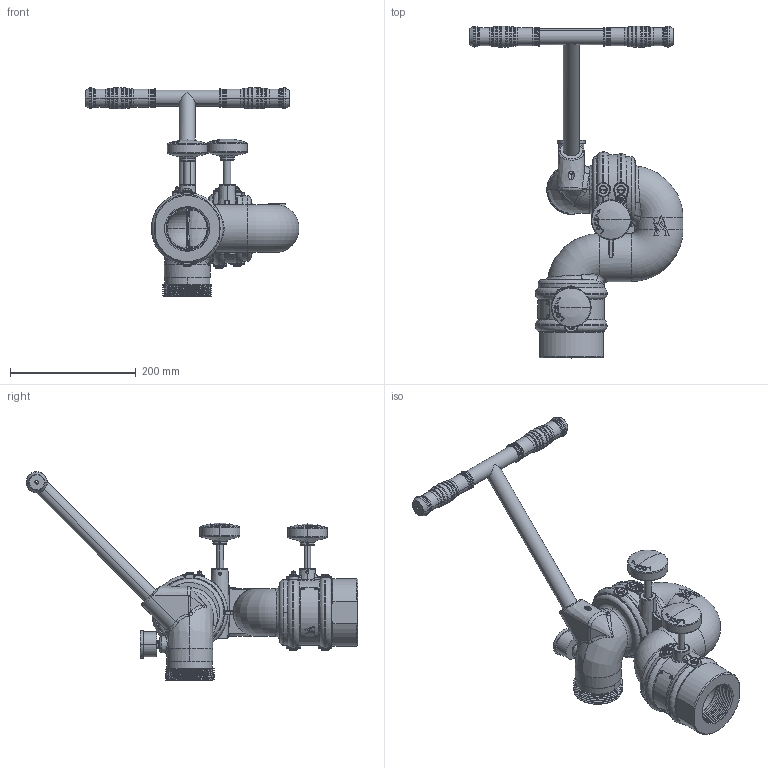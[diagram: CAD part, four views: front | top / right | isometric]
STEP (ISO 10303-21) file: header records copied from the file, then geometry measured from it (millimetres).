
FILE_DESCRIPTION((''),'2;1');
FILE_NAME('34300013_SW0001','2013-05-20T',('jdetw'),(''),'PRO/ENGINEER BY PARAMETRIC TECHNOLOGY CORPORATION, 2011180','PRO/ENGINEER BY PARAMETRIC TECHNOLOGY CORPORATION, 2011180','');
FILE_SCHEMA(('CONFIG_CONTROL_DESIGN'));
Products named in the file (1): 34300013_SW0001
Bounding box: 340.26 x 527.56 x 332.1 mm (x, y, z)
Surface area: 539753 mm2 (no closed solid volume)
Topology: 0 solids, 75 shells, 1425 faces, 4912 edges, 3465 vertices
Faces by surface type: cylinder 437, torus 350, bspline 253, plane 213, cone 149, sphere 22, extrusion 1
Entity records: 77170 total; most frequent: CARTESIAN_POINT 35479, DIRECTION 9097, ORIENTED_EDGE 8565, EDGE_CURVE 4896, AXIS2_PLACEMENT_3D 4087, VERTEX_POINT 3465, CIRCLE 2915, EDGE_LOOP 1519
